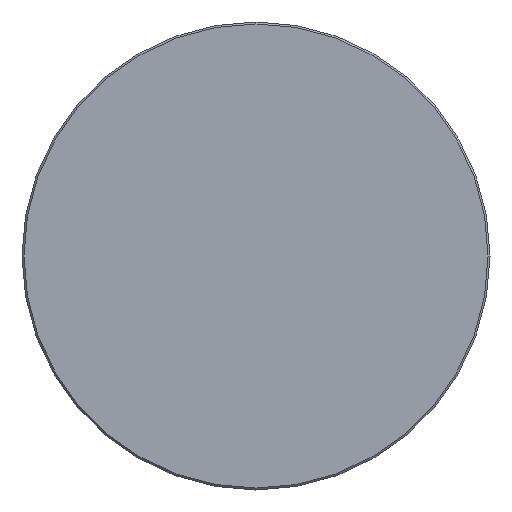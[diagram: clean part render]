
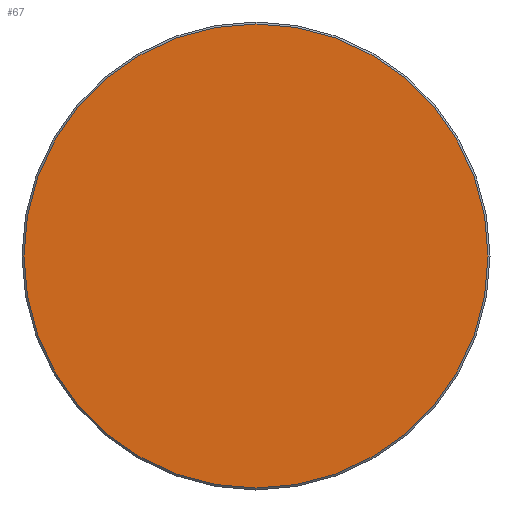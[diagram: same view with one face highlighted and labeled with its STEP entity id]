
A CAD part, left-side view. The second image highlights one B-rep face of the part: STEP entity #67.
In plain terms, the highlighted planar face has unit normal (-1, 0, 0).
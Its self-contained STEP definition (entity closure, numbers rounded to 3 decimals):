
#33 = DIRECTION ( 'NONE',  ( 0., 0., -1. ) ) ;
#37 = AXIS2_PLACEMENT_3D ( 'NONE', #313, #275, #33 ) ;
#38 = FACE_OUTER_BOUND ( 'NONE', #141, .T. ) ;
#43 = CARTESIAN_POINT ( 'NONE',  ( 0., 0., 0. ) ) ;
#67 = ADVANCED_FACE ( 'NONE', ( #38 ), #199, .F. ) ;
#96 = AXIS2_PLACEMENT_3D ( 'NONE', #43, #123, #359 ) ;
#123 = DIRECTION ( 'NONE',  ( -1., 0., 0. ) ) ;
#141 = EDGE_LOOP ( 'NONE', ( #311, #274 ) ) ;
#146 = CIRCLE ( 'NONE', #96, 35.7 ) ;
#148 = EDGE_CURVE ( 'NONE', #382, #357, #146, .T. ) ;
#171 = CARTESIAN_POINT ( 'NONE',  ( 0., 0., 0. ) ) ;
#176 = CIRCLE ( 'NONE', #456, 35.7 ) ;
#199 = PLANE ( 'NONE',  #37 ) ;
#274 = ORIENTED_EDGE ( 'NONE', *, *, #148, .T. ) ;
#275 = DIRECTION ( 'NONE',  ( 1., 0., 0. ) ) ;
#291 = CARTESIAN_POINT ( 'NONE',  ( 0., 0., 35.7 ) ) ;
#311 = ORIENTED_EDGE ( 'NONE', *, *, #324, .T. ) ;
#313 = CARTESIAN_POINT ( 'NONE',  ( 0., 0., 0. ) ) ;
#324 = EDGE_CURVE ( 'NONE', #357, #382, #176, .T. ) ;
#330 = DIRECTION ( 'NONE',  ( 0., 0., 1. ) ) ;
#333 = CARTESIAN_POINT ( 'NONE',  ( 0., 0., -35.7 ) ) ;
#357 = VERTEX_POINT ( 'NONE', #333 ) ;
#359 = DIRECTION ( 'NONE',  ( 0., 0., 1. ) ) ;
#382 = VERTEX_POINT ( 'NONE', #291 ) ;
#406 = DIRECTION ( 'NONE',  ( -1., 0., 0. ) ) ;
#456 = AXIS2_PLACEMENT_3D ( 'NONE', #171, #406, #330 ) ;
